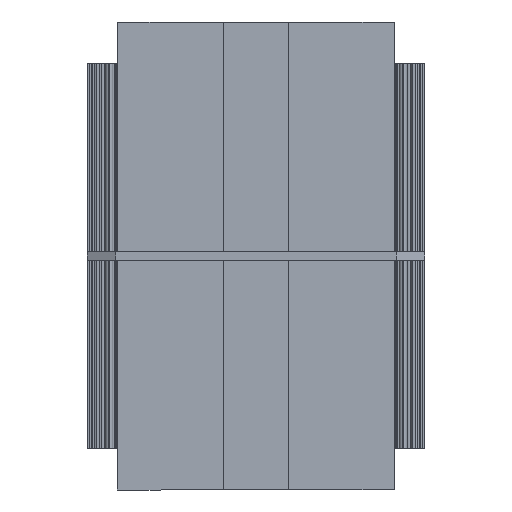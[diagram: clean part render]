
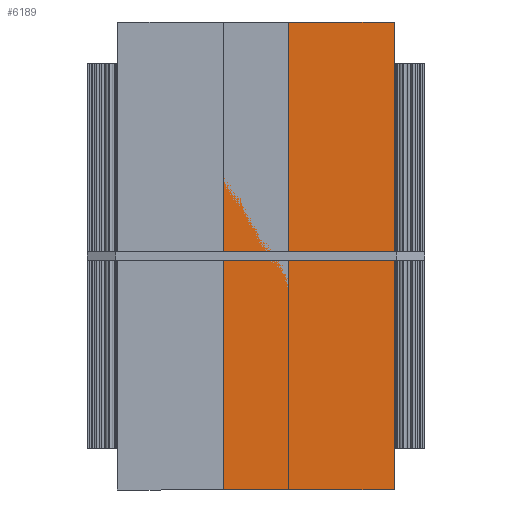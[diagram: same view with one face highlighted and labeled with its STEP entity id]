
A CAD part, front view. The second image highlights one B-rep face of the part: STEP entity #6189.
In plain terms, the highlighted face is planar.
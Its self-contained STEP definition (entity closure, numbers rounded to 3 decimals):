
#93 = AXIS2_PLACEMENT_3D ( 'NONE', #2139, #9668, #2964 ) ;
#257 = DIRECTION ( 'NONE',  ( 0., 1., 0. ) ) ;
#683 = VECTOR ( 'NONE', #257, 1000. ) ;
#921 = LINE ( 'NONE', #4263, #9285 ) ;
#1431 = CARTESIAN_POINT ( 'NONE',  ( -280., 102.5, 0. ) ) ;
#1843 = ORIENTED_EDGE ( 'NONE', *, *, #7222, .F. ) ;
#2109 = EDGE_CURVE ( 'NONE', #10559, #2815, #7294, .T. ) ;
#2139 = CARTESIAN_POINT ( 'NONE',  ( -280., 102.5, 0. ) ) ;
#2163 = ORIENTED_EDGE ( 'NONE', *, *, #8061, .F. ) ;
#2303 = VECTOR ( 'NONE', #3949, 1000. ) ;
#2643 = EDGE_CURVE ( 'NONE', #9937, #2815, #9343, .T. ) ;
#2760 = CARTESIAN_POINT ( 'NONE',  ( -280., 101.7, 0. ) ) ;
#2791 = CARTESIAN_POINT ( 'NONE',  ( -280., 101.7, 0. ) ) ;
#2815 = VERTEX_POINT ( 'NONE', #4555 ) ;
#2964 = DIRECTION ( 'NONE',  ( -1., 0., 0. ) ) ;
#3949 = DIRECTION ( 'NONE',  ( -1., 0., 0. ) ) ;
#4263 = CARTESIAN_POINT ( 'NONE',  ( -280., -102.5, 0. ) ) ;
#4555 = CARTESIAN_POINT ( 'NONE',  ( -280., 102.5, 0. ) ) ;
#4898 = ORIENTED_EDGE ( 'NONE', *, *, #2643, .T. ) ;
#5052 = ORIENTED_EDGE ( 'NONE', *, *, #8896, .F. ) ;
#5199 = LINE ( 'NONE', #10094, #8242 ) ;
#5201 = DIRECTION ( 'NONE',  ( 0., 1., 0. ) ) ;
#5381 = EDGE_CURVE ( 'NONE', #7425, #7501, #921, .T. ) ;
#6005 = DIRECTION ( 'NONE',  ( 1., 0., 0. ) ) ;
#6189 = ADVANCED_FACE ( 'NONE', ( #10320 ), #9718, .T. ) ;
#7206 = VERTEX_POINT ( 'NONE', #7254 ) ;
#7222 = EDGE_CURVE ( 'NONE', #7206, #10559, #5199, .T. ) ;
#7254 = CARTESIAN_POINT ( 'NONE',  ( 280., 101.7, 0. ) ) ;
#7294 = LINE ( 'NONE', #1431, #2303 ) ;
#7425 = VERTEX_POINT ( 'NONE', #7918 ) ;
#7501 = VERTEX_POINT ( 'NONE', #7965 ) ;
#7897 = VECTOR ( 'NONE', #5201, 1000. ) ;
#7918 = CARTESIAN_POINT ( 'NONE',  ( -280., -102.5, 0. ) ) ;
#7965 = CARTESIAN_POINT ( 'NONE',  ( 280., -102.5, 0. ) ) ;
#8057 = EDGE_LOOP ( 'NONE', ( #5052, #4898, #9812, #1843, #2163, #9530 ) ) ;
#8061 = EDGE_CURVE ( 'NONE', #7501, #7206, #9319, .T. ) ;
#8154 = CARTESIAN_POINT ( 'NONE',  ( -280., -102.5, 0. ) ) ;
#8242 = VECTOR ( 'NONE', #10150, 1000. ) ;
#8257 = LINE ( 'NONE', #8154, #9902 ) ;
#8316 = CARTESIAN_POINT ( 'NONE',  ( 280., -102.5, 0. ) ) ;
#8896 = EDGE_CURVE ( 'NONE', #9937, #7425, #8257, .T. ) ;
#9285 = VECTOR ( 'NONE', #6005, 1000. ) ;
#9319 = LINE ( 'NONE', #8316, #683 ) ;
#9343 = LINE ( 'NONE', #2791, #7897 ) ;
#9530 = ORIENTED_EDGE ( 'NONE', *, *, #5381, .F. ) ;
#9668 = DIRECTION ( 'NONE',  ( 0., 0., -1. ) ) ;
#9718 = PLANE ( 'NONE',  #93 ) ;
#9812 = ORIENTED_EDGE ( 'NONE', *, *, #2109, .F. ) ;
#9855 = DIRECTION ( 'NONE',  ( 0., -1., 0. ) ) ;
#9887 = CARTESIAN_POINT ( 'NONE',  ( 280., 102.5, 0. ) ) ;
#9902 = VECTOR ( 'NONE', #9855, 1000. ) ;
#9937 = VERTEX_POINT ( 'NONE', #2760 ) ;
#10094 = CARTESIAN_POINT ( 'NONE',  ( 280., 102.5, 0. ) ) ;
#10150 = DIRECTION ( 'NONE',  ( 0., 1., 0. ) ) ;
#10320 = FACE_OUTER_BOUND ( 'NONE', #8057, .T. ) ;
#10559 = VERTEX_POINT ( 'NONE', #9887 ) ;
